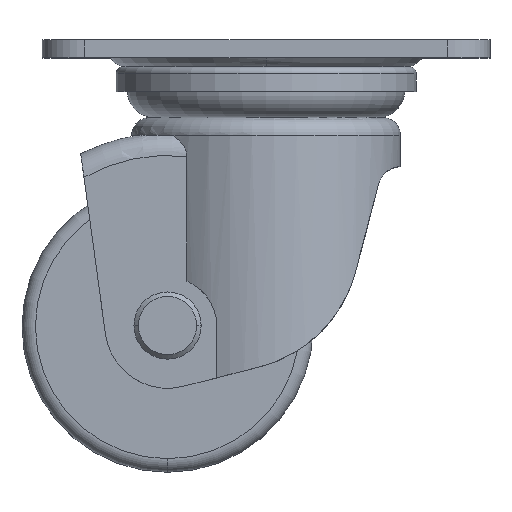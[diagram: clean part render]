
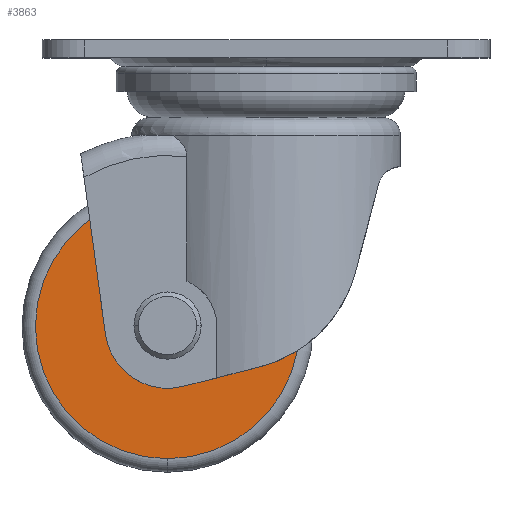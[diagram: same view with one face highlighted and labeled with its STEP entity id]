
A CAD part, top view. The second image highlights one B-rep face of the part: STEP entity #3863.
In plain terms, the highlighted planar face has unit normal (0, 0, 1).
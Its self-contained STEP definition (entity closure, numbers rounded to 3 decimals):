
#132 = AXIS2_PLACEMENT_3D ( 'NONE', #3390, #3403, #3404 ) ;
#151 = AXIS2_PLACEMENT_3D ( 'NONE', #3475, #3476, #3477 ) ;
#188 = EDGE_LOOP ( 'NONE', ( #355, #356 ) ) ;
#189 = EDGE_LOOP ( 'NONE', ( #357, #358 ) ) ;
#355 = ORIENTED_EDGE ( 'NONE', *, *, #770, .T. ) ;
#356 = ORIENTED_EDGE ( 'NONE', *, *, #808, .T. ) ;
#357 = ORIENTED_EDGE ( 'NONE', *, *, #701, .F. ) ;
#358 = ORIENTED_EDGE ( 'NONE', *, *, #790, .F. ) ;
#633 = CIRCLE ( 'NONE', #132, 29.5 ) ;
#701 = EDGE_CURVE ( 'NONE', #2848, #2876, #960, .T. ) ;
#770 = EDGE_CURVE ( 'NONE', #2868, #2862, #946, .T. ) ;
#790 = EDGE_CURVE ( 'NONE', #2876, #2848, #633, .T. ) ;
#808 = EDGE_CURVE ( 'NONE', #2862, #2868, #921, .T. ) ;
#921 = CIRCLE ( 'NONE', #151, 7. ) ;
#946 = CIRCLE ( 'NONE', #2369, 7. ) ;
#960 = CIRCLE ( 'NONE', #2341, 29.5 ) ;
#1166 = CARTESIAN_POINT ( 'NONE',  ( -22., -34.5, 18. ) ) ;
#1180 = CARTESIAN_POINT ( 'NONE',  ( -22., -71., 18. ) ) ;
#1186 = CARTESIAN_POINT ( 'NONE',  ( -22., -57., 18. ) ) ;
#1194 = CARTESIAN_POINT ( 'NONE',  ( -22., -93.5, 18. ) ) ;
#1883 = PLANE ( 'NONE',  #3650 ) ;
#1884 = CARTESIAN_POINT ( 'NONE',  ( -22., -34.5, 18. ) ) ;
#1885 = DIRECTION ( 'NONE',  ( 0., 0., 1. ) ) ;
#1886 = DIRECTION ( 'NONE',  ( 0., -1., 0. ) ) ;
#2341 = AXIS2_PLACEMENT_3D ( 'NONE', #2949, #2950, #2951 ) ;
#2369 = AXIS2_PLACEMENT_3D ( 'NONE', #3342, #3343, #3344 ) ;
#2848 = VERTEX_POINT ( 'NONE', #1166 ) ;
#2862 = VERTEX_POINT ( 'NONE', #1180 ) ;
#2868 = VERTEX_POINT ( 'NONE', #1186 ) ;
#2876 = VERTEX_POINT ( 'NONE', #1194 ) ;
#2949 = CARTESIAN_POINT ( 'NONE',  ( -22., -64., 18. ) ) ;
#2950 = DIRECTION ( 'NONE',  ( 0., 0., -1. ) ) ;
#2951 = DIRECTION ( 'NONE',  ( 0., 1., 0. ) ) ;
#3342 = CARTESIAN_POINT ( 'NONE',  ( -22., -64., 18. ) ) ;
#3343 = DIRECTION ( 'NONE',  ( 0., 0., -1. ) ) ;
#3344 = DIRECTION ( 'NONE',  ( 0., 1., 0. ) ) ;
#3390 = CARTESIAN_POINT ( 'NONE',  ( -22., -64., 18. ) ) ;
#3403 = DIRECTION ( 'NONE',  ( 0., 0., -1. ) ) ;
#3404 = DIRECTION ( 'NONE',  ( 0., 1., 0. ) ) ;
#3475 = CARTESIAN_POINT ( 'NONE',  ( -22., -64., 18. ) ) ;
#3476 = DIRECTION ( 'NONE',  ( 0., 0., -1. ) ) ;
#3477 = DIRECTION ( 'NONE',  ( 0., 1., 0. ) ) ;
#3637 = FACE_BOUND ( 'NONE', #188, .T. ) ;
#3648 = FACE_OUTER_BOUND ( 'NONE', #189, .T. ) ;
#3650 = AXIS2_PLACEMENT_3D ( 'NONE', #1884, #1885, #1886 ) ;
#3863 = ADVANCED_FACE ( 'NONE', ( #3637, #3648 ), #1883, .T. ) ;
